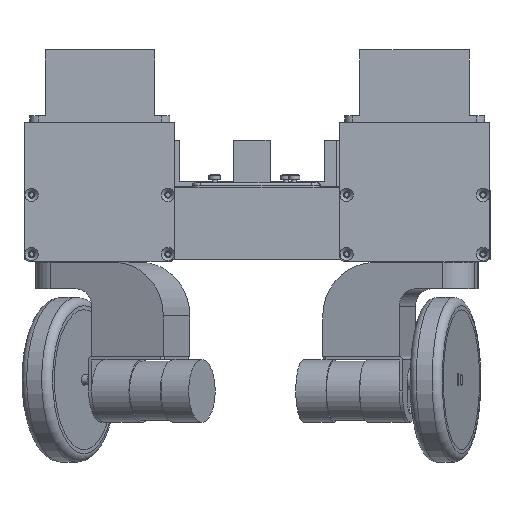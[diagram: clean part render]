
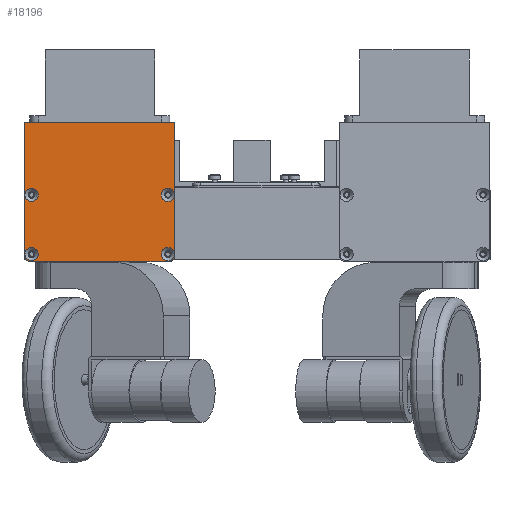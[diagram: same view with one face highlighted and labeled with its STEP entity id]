
A CAD part, left-side view. The second image highlights one B-rep face of the part: STEP entity #18196.
In plain terms, the highlighted planar face has unit normal (-1, 0, 0).
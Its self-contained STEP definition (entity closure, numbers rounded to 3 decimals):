
#589=FACE_BOUND('',#3373,.T.);
#590=FACE_BOUND('',#3374,.T.);
#591=FACE_BOUND('',#3375,.T.);
#592=FACE_BOUND('',#3376,.T.);
#1081=PLANE('',#20161);
#1959=FACE_OUTER_BOUND('',#3372,.T.);
#3372=EDGE_LOOP('',(#15113,#15114,#15115,#15116,#15117,#15118));
#3373=EDGE_LOOP('',(#15119));
#3374=EDGE_LOOP('',(#15120));
#3375=EDGE_LOOP('',(#15121));
#3376=EDGE_LOOP('',(#15122));
#4702=LINE('',#30331,#6038);
#4707=LINE('',#30343,#6043);
#4708=LINE('',#30347,#6044);
#4709=LINE('',#30348,#6045);
#6038=VECTOR('',#24685,10.);
#6043=VECTOR('',#24694,10.);
#6044=VECTOR('',#24697,10.);
#6045=VECTOR('',#24698,10.);
#7416=CIRCLE('',#20157,3.5);
#7419=CIRCLE('',#20162,3.5);
#7420=CIRCLE('',#20163,4.);
#7421=CIRCLE('',#20164,4.);
#7422=CIRCLE('',#20165,4.);
#7423=CIRCLE('',#20166,4.);
#8806=VERTEX_POINT('',#30321);
#8807=VERTEX_POINT('',#30322);
#8810=VERTEX_POINT('',#30330);
#8815=VERTEX_POINT('',#30342);
#8816=VERTEX_POINT('',#30344);
#8817=VERTEX_POINT('',#30346);
#8818=VERTEX_POINT('',#30349);
#8819=VERTEX_POINT('',#30351);
#8820=VERTEX_POINT('',#30353);
#8821=VERTEX_POINT('',#30355);
#11002=EDGE_CURVE('',#8806,#8807,#7416,.T.);
#11006=EDGE_CURVE('',#8807,#8810,#4702,.T.);
#11012=EDGE_CURVE('',#8815,#8806,#4707,.T.);
#11013=EDGE_CURVE('',#8816,#8815,#7419,.T.);
#11014=EDGE_CURVE('',#8817,#8816,#4708,.T.);
#11015=EDGE_CURVE('',#8810,#8817,#4709,.F.);
#11016=EDGE_CURVE('',#8818,#8818,#7420,.T.);
#11017=EDGE_CURVE('',#8819,#8819,#7421,.T.);
#11018=EDGE_CURVE('',#8820,#8820,#7422,.T.);
#11019=EDGE_CURVE('',#8821,#8821,#7423,.T.);
#15113=ORIENTED_EDGE('',*,*,#11002,.F.);
#15114=ORIENTED_EDGE('',*,*,#11012,.F.);
#15115=ORIENTED_EDGE('',*,*,#11013,.F.);
#15116=ORIENTED_EDGE('',*,*,#11014,.F.);
#15117=ORIENTED_EDGE('',*,*,#11015,.F.);
#15118=ORIENTED_EDGE('',*,*,#11006,.F.);
#15119=ORIENTED_EDGE('',*,*,#11016,.F.);
#15120=ORIENTED_EDGE('',*,*,#11017,.F.);
#15121=ORIENTED_EDGE('',*,*,#11018,.F.);
#15122=ORIENTED_EDGE('',*,*,#11019,.F.);
#18196=ADVANCED_FACE('',(#1959,#589,#590,#591,#592),#1081,.T.);
#20157=AXIS2_PLACEMENT_3D('',#30323,#24677,#24678);
#20161=AXIS2_PLACEMENT_3D('',#30341,#24692,#24693);
#20162=AXIS2_PLACEMENT_3D('',#30345,#24695,#24696);
#20163=AXIS2_PLACEMENT_3D('',#30350,#24699,#24700);
#20164=AXIS2_PLACEMENT_3D('',#30352,#24701,#24702);
#20165=AXIS2_PLACEMENT_3D('',#30354,#24703,#24704);
#20166=AXIS2_PLACEMENT_3D('',#30356,#24705,#24706);
#24677=DIRECTION('center_axis',(1.,0.,0.));
#24678=DIRECTION('ref_axis',(0.,0.707,-0.707));
#24685=DIRECTION('',(0.,0.,1.));
#24692=DIRECTION('center_axis',(-1.,0.,0.));
#24693=DIRECTION('ref_axis',(0.,0.,1.));
#24694=DIRECTION('',(0.,1.,0.));
#24695=DIRECTION('center_axis',(1.,0.,0.));
#24696=DIRECTION('ref_axis',(0.,-0.707,-0.707));
#24697=DIRECTION('',(0.,0.,-1.));
#24698=DIRECTION('',(0.,1.,0.));
#24699=DIRECTION('center_axis',(-1.,0.,0.));
#24700=DIRECTION('ref_axis',(0.,-1.,0.));
#24701=DIRECTION('center_axis',(-1.,0.,0.));
#24702=DIRECTION('ref_axis',(0.,-1.,0.));
#24703=DIRECTION('center_axis',(-1.,0.,0.));
#24704=DIRECTION('ref_axis',(0.,-1.,0.));
#24705=DIRECTION('center_axis',(-1.,0.,0.));
#24706=DIRECTION('ref_axis',(0.,-1.,0.));
#30321=CARTESIAN_POINT('',(-30.75,72.5,78.5));
#30322=CARTESIAN_POINT('',(-30.75,76.,82.));
#30323=CARTESIAN_POINT('Origin',(-30.75,72.5,82.));
#30330=CARTESIAN_POINT('',(-30.75,76.,163.));
#30331=CARTESIAN_POINT('',(-30.75,76.,158.));
#30341=CARTESIAN_POINT('Origin',(-30.75,63.5,153.));
#30342=CARTESIAN_POINT('',(-30.75,-11.75,78.5));
#30343=CARTESIAN_POINT('',(-30.75,63.5,78.5));
#30344=CARTESIAN_POINT('',(-30.75,-15.25,82.));
#30345=CARTESIAN_POINT('Origin',(-30.75,-11.75,82.));
#30346=CARTESIAN_POINT('',(-30.75,-15.25,163.));
#30347=CARTESIAN_POINT('',(-30.75,-15.25,158.));
#30348=CARTESIAN_POINT('',(-30.75,63.5,163.));
#30349=CARTESIAN_POINT('',(-30.75,75.75,83.));
#30350=CARTESIAN_POINT('Origin',(-30.75,71.75,83.));
#30351=CARTESIAN_POINT('',(-30.75,-7.,119.));
#30352=CARTESIAN_POINT('Origin',(-30.75,-11.,119.));
#30353=CARTESIAN_POINT('',(-30.75,75.75,119.));
#30354=CARTESIAN_POINT('Origin',(-30.75,71.75,119.));
#30355=CARTESIAN_POINT('',(-30.75,-7.,83.));
#30356=CARTESIAN_POINT('Origin',(-30.75,-11.,83.));
